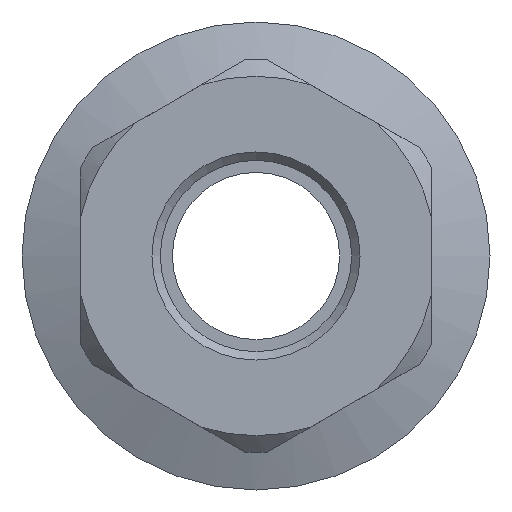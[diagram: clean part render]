
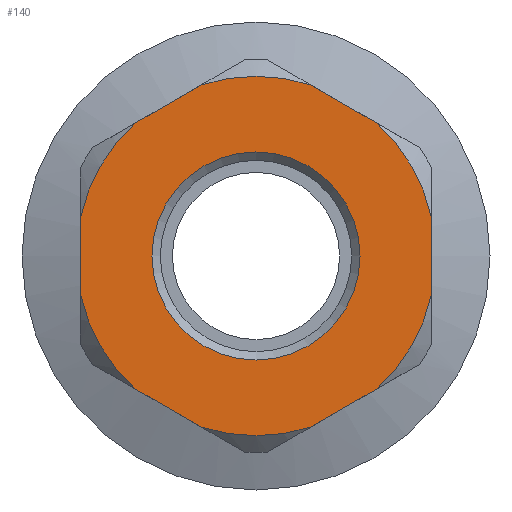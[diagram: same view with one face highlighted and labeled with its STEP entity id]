
A CAD part, front view. The second image highlights one B-rep face of the part: STEP entity #140.
In plain terms, the highlighted planar face has unit normal (0, -1, 0).
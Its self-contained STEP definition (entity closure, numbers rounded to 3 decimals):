
#140 = ADVANCED_FACE( '', ( #297, #298 ), #299, .F. );
#297 = FACE_BOUND( '', #468, .T. );
#298 = FACE_OUTER_BOUND( '', #469, .T. );
#299 = PLANE( '', #470 );
#468 = EDGE_LOOP( '', ( #822 ) );
#469 = EDGE_LOOP( '', ( #823, #824, #825, #826, #827, #828, #829, #830, #831, #832, #833, #834 ) );
#470 = AXIS2_PLACEMENT_3D( '', #835, #836, #837 );
#822 = ORIENTED_EDGE( '', *, *, #1053, .T. );
#823 = ORIENTED_EDGE( '', *, *, #1002, .T. );
#824 = ORIENTED_EDGE( '', *, *, #1084, .T. );
#825 = ORIENTED_EDGE( '', *, *, #1041, .T. );
#826 = ORIENTED_EDGE( '', *, *, #1107, .T. );
#827 = ORIENTED_EDGE( '', *, *, #1109, .T. );
#828 = ORIENTED_EDGE( '', *, *, #996, .T. );
#829 = ORIENTED_EDGE( '', *, *, #1110, .T. );
#830 = ORIENTED_EDGE( '', *, *, #1111, .T. );
#831 = ORIENTED_EDGE( '', *, *, #1063, .T. );
#832 = ORIENTED_EDGE( '', *, *, #1008, .T. );
#833 = ORIENTED_EDGE( '', *, *, #1112, .T. );
#834 = ORIENTED_EDGE( '', *, *, #1023, .T. );
#835 = CARTESIAN_POINT( '', ( 0., -23.25, 0. ) );
#836 = DIRECTION( '', ( 0., 1., 0. ) );
#837 = DIRECTION( '', ( 0., 0., 1. ) );
#996 = EDGE_CURVE( '', #1191, #1188, #1192, .F. );
#1002 = EDGE_CURVE( '', #1202, #1200, #1203, .T. );
#1008 = EDGE_CURVE( '', #1212, #1210, #1213, .F. );
#1023 = EDGE_CURVE( '', #1234, #1202, #1235, .F. );
#1041 = EDGE_CURVE( '', #1262, #1263, #1264, .T. );
#1053 = EDGE_CURVE( '', #1281, #1281, #1282, .T. );
#1063 = EDGE_CURVE( '', #1295, #1212, #1296, .T. );
#1084 = EDGE_CURVE( '', #1200, #1262, #1327, .F. );
#1107 = EDGE_CURVE( '', #1263, #1355, #1357, .F. );
#1109 = EDGE_CURVE( '', #1355, #1191, #1359, .T. );
#1110 = EDGE_CURVE( '', #1188, #1360, #1361, .T. );
#1111 = EDGE_CURVE( '', #1360, #1295, #1362, .F. );
#1112 = EDGE_CURVE( '', #1210, #1234, #1363, .T. );
#1188 = VERTEX_POINT( '', #1470 );
#1191 = VERTEX_POINT( '', #1476 );
#1192 = CIRCLE( '', #1477, 10.75 );
#1200 = VERTEX_POINT( '', #1489 );
#1202 = VERTEX_POINT( '', #1494 );
#1203 = LINE( '', #1495, #1496 );
#1210 = VERTEX_POINT( '', #1515 );
#1212 = VERTEX_POINT( '', #1520 );
#1213 = CIRCLE( '', #1521, 10.75 );
#1234 = VERTEX_POINT( '', #1566 );
#1235 = CIRCLE( '', #1567, 10.75 );
#1262 = VERTEX_POINT( '', #1620 );
#1263 = VERTEX_POINT( '', #1621 );
#1264 = LINE( '', #1622, #1623 );
#1281 = VERTEX_POINT( '', #1656 );
#1282 = CIRCLE( '', #1657, 6.223 );
#1295 = VERTEX_POINT( '', #1685 );
#1296 = LINE( '', #1686, #1687 );
#1327 = CIRCLE( '', #1733, 10.75 );
#1355 = VERTEX_POINT( '', #1820 );
#1357 = CIRCLE( '', #1825, 10.75 );
#1359 = LINE( '', #1827, #1828 );
#1360 = VERTEX_POINT( '', #1829 );
#1361 = LINE( '', #1830, #1831 );
#1362 = CIRCLE( '', #1832, 10.75 );
#1363 = LINE( '', #1833, #1834 );
#1470 = CARTESIAN_POINT( '', ( 7.246, -23.25, 7.941 ) );
#1476 = CARTESIAN_POINT( '', ( 10.5, -23.25, 2.305 ) );
#1477 = AXIS2_PLACEMENT_3D( '', #1912, #1913, #1914 );
#1489 = CARTESIAN_POINT( '', ( -3.254, -23.25, -10.246 ) );
#1494 = CARTESIAN_POINT( '', ( -7.246, -23.25, -7.941 ) );
#1495 = CARTESIAN_POINT( '', ( -10.5, -23.25, -6.062 ) );
#1496 = VECTOR( '', #1919, 1000. );
#1515 = CARTESIAN_POINT( '', ( -10.5, -23.25, 2.305 ) );
#1520 = CARTESIAN_POINT( '', ( -7.246, -23.25, 7.941 ) );
#1521 = AXIS2_PLACEMENT_3D( '', #1921, #1922, #1923 );
#1566 = CARTESIAN_POINT( '', ( -10.5, -23.25, -2.305 ) );
#1567 = AXIS2_PLACEMENT_3D( '', #1937, #1938, #1939 );
#1620 = CARTESIAN_POINT( '', ( 3.254, -23.25, -10.246 ) );
#1621 = CARTESIAN_POINT( '', ( 7.246, -23.25, -7.941 ) );
#1622 = CARTESIAN_POINT( '', ( 0., -23.25, -12.124 ) );
#1623 = VECTOR( '', #1957, 1000. );
#1656 = CARTESIAN_POINT( '', ( 0., -23.25, 6.223 ) );
#1657 = AXIS2_PLACEMENT_3D( '', #1969, #1970, #1971 );
#1685 = CARTESIAN_POINT( '', ( -3.254, -23.25, 10.246 ) );
#1686 = CARTESIAN_POINT( '', ( 0., -23.25, 12.124 ) );
#1687 = VECTOR( '', #1980, 1000. );
#1733 = AXIS2_PLACEMENT_3D( '', #2009, #2010, #2011 );
#1820 = CARTESIAN_POINT( '', ( 10.5, -23.25, -2.305 ) );
#1825 = AXIS2_PLACEMENT_3D( '', #2029, #2030, #2031 );
#1827 = CARTESIAN_POINT( '', ( 10.5, -23.25, -6.062 ) );
#1828 = VECTOR( '', #2032, 1000. );
#1829 = CARTESIAN_POINT( '', ( 3.254, -23.25, 10.246 ) );
#1830 = CARTESIAN_POINT( '', ( 10.5, -23.25, 6.062 ) );
#1831 = VECTOR( '', #2033, 1000. );
#1832 = AXIS2_PLACEMENT_3D( '', #2034, #2035, #2036 );
#1833 = CARTESIAN_POINT( '', ( -10.5, -23.25, 6.062 ) );
#1834 = VECTOR( '', #2037, 1000. );
#1912 = CARTESIAN_POINT( '', ( 0., -23.25, 0. ) );
#1913 = DIRECTION( '', ( 0., 1., 0. ) );
#1914 = DIRECTION( '', ( 0., 0., 1. ) );
#1919 = DIRECTION( '', ( 0.866, 0., -0.5 ) );
#1921 = CARTESIAN_POINT( '', ( 0., -23.25, 0. ) );
#1922 = DIRECTION( '', ( 0., 1., 0. ) );
#1923 = DIRECTION( '', ( 0., 0., 1. ) );
#1937 = CARTESIAN_POINT( '', ( 0., -23.25, 0. ) );
#1938 = DIRECTION( '', ( 0., 1., 0. ) );
#1939 = DIRECTION( '', ( 0., 0., 1. ) );
#1957 = DIRECTION( '', ( 0.866, 0., 0.5 ) );
#1969 = CARTESIAN_POINT( '', ( 0., -23.25, 0. ) );
#1970 = DIRECTION( '', ( 0., 1., 0. ) );
#1971 = DIRECTION( '', ( 0., 0., 1. ) );
#1980 = DIRECTION( '', ( -0.866, 0., -0.5 ) );
#2009 = CARTESIAN_POINT( '', ( 0., -23.25, 0. ) );
#2010 = DIRECTION( '', ( 0., 1., 0. ) );
#2011 = DIRECTION( '', ( 0., 0., 1. ) );
#2029 = CARTESIAN_POINT( '', ( 0., -23.25, 0. ) );
#2030 = DIRECTION( '', ( 0., 1., 0. ) );
#2031 = DIRECTION( '', ( 0., 0., 1. ) );
#2032 = DIRECTION( '', ( 0., 0., 1. ) );
#2033 = DIRECTION( '', ( -0.866, 0., 0.5 ) );
#2034 = CARTESIAN_POINT( '', ( 0., -23.25, 0. ) );
#2035 = DIRECTION( '', ( 0., 1., 0. ) );
#2036 = DIRECTION( '', ( 0., 0., 1. ) );
#2037 = DIRECTION( '', ( 0., 0., -1. ) );
